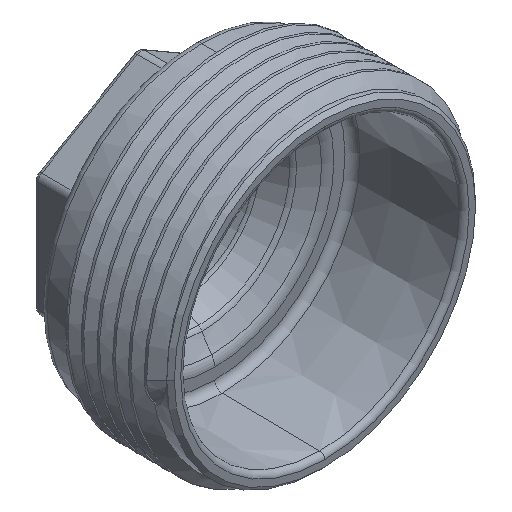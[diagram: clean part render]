
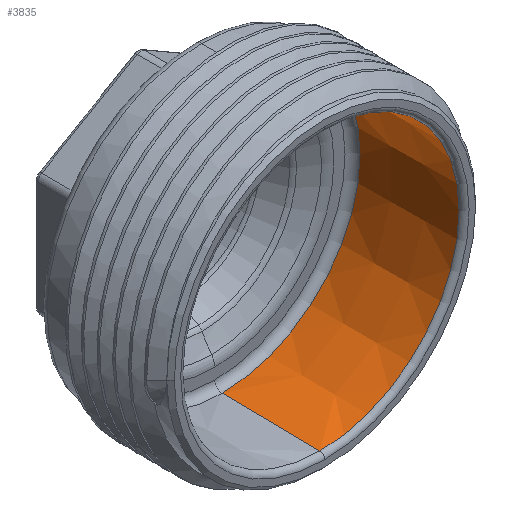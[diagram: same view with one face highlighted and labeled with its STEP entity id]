
A CAD part, isometric view. The second image highlights one B-rep face of the part: STEP entity #3835.
In plain terms, the highlighted conical face has half-angle 0.75 degrees and reference radius 13.998 mm.
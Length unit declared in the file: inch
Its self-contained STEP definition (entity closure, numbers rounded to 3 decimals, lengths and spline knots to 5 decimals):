
#1391=CARTESIAN_POINT('',(0.,0.0198,0.));
#1392=DIRECTION('',(0.,-1.,0.));
#1393=DIRECTION('',(0.,0.,-1.));
#1394=AXIS2_PLACEMENT_3D('',#1391,#1392,#1393);
#1396=DIRECTION('',(0.,1.,0.013));
#1397=VECTOR('',#1396,0.38885);
#1398=CARTESIAN_POINT('',(0.,0.0198,-0.55365));
#1399=LINE('',#1398,#1397);
#1400=CARTESIAN_POINT('',(0.,0.40861,0.));
#1401=DIRECTION('',(0.,1.,0.));
#1402=DIRECTION('',(0.,0.,1.));
#1403=AXIS2_PLACEMENT_3D('',#1400,#1401,#1402);
#1405=DIRECTION('',(0.,1.,-0.013));
#1406=VECTOR('',#1405,0.38885);
#1407=CARTESIAN_POINT('',(0.,0.0198,0.55365));
#1408=LINE('',#1407,#1406);
#2471=CARTESIAN_POINT('',(0.,0.40861,-0.54856));
#2472=CARTESIAN_POINT('',(0.,0.40861,0.54856));
#2473=VERTEX_POINT('',#2471);
#2474=VERTEX_POINT('',#2472);
#2475=CARTESIAN_POINT('',(0.,0.0198,-0.55365));
#2476=CARTESIAN_POINT('',(0.,0.0198,0.55365));
#2477=VERTEX_POINT('',#2475);
#2478=VERTEX_POINT('',#2476);
#3821=CARTESIAN_POINT('',(0.,0.21421,0.));
#3822=DIRECTION('',(0.,-1.,0.));
#3823=DIRECTION('',(0.,0.,1.));
#3824=AXIS2_PLACEMENT_3D('',#3821,#3822,#3823);
#3825=CONICAL_SURFACE('',#3824,0.5511,0.75);
#3826=ORIENTED_EDGE('',*,*,#3811,.F.);
#3828=ORIENTED_EDGE('',*,*,#3827,.T.);
#3830=ORIENTED_EDGE('',*,*,#3829,.F.);
#3832=ORIENTED_EDGE('',*,*,#3831,.F.);
#3833=EDGE_LOOP('',(#3826,#3828,#3830,#3832));
#3834=FACE_OUTER_BOUND('',#3833,.F.);
#3835=ADVANCED_FACE('',(#3834),#3825,.F.);
#1395=CIRCLE('',#1394,0.55365);
#1404=CIRCLE('',#1403,0.54856);
#3811=EDGE_CURVE('',#2477,#2478,#1395,.T.);
#3827=EDGE_CURVE('',#2477,#2473,#1399,.T.);
#3829=EDGE_CURVE('',#2474,#2473,#1404,.T.);
#3831=EDGE_CURVE('',#2478,#2474,#1408,.T.);
